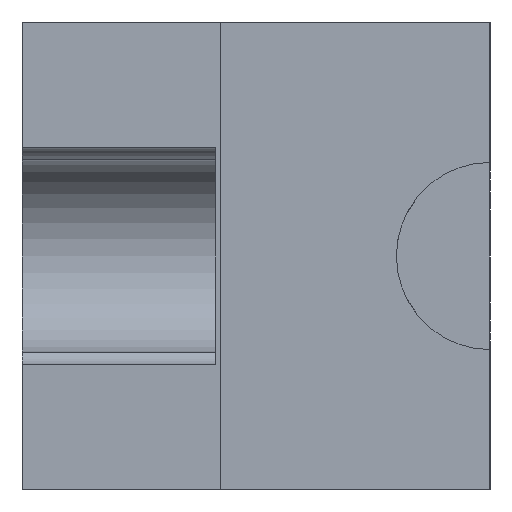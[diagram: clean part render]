
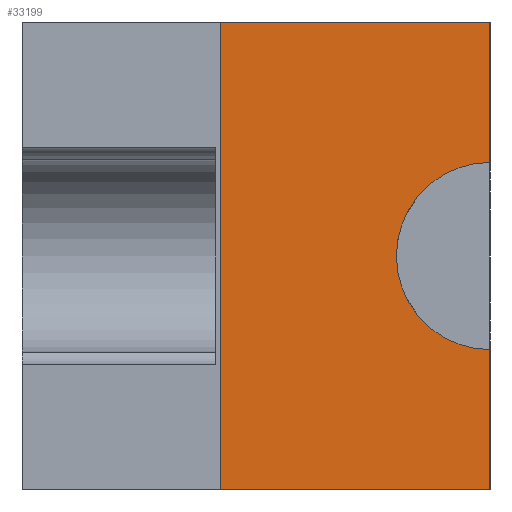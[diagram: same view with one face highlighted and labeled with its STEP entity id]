
A CAD part, left-side view. The second image highlights one B-rep face of the part: STEP entity #33199.
In plain terms, the highlighted planar face has unit normal (-1, 0, 0).
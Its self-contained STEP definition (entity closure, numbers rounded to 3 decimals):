
#39 = CARTESIAN_POINT ( 'NONE',  ( -176.342, -175.47, 12. ) ) ;
#777 = LINE ( 'NONE', #36121, #26477 ) ;
#949 = DIRECTION ( 'NONE',  ( 1., 0., 0. ) ) ;
#4313 = ORIENTED_EDGE ( 'NONE', *, *, #51619, .F. ) ;
#4870 = AXIS2_PLACEMENT_3D ( 'NONE', #9721, #45715, #14883 ) ;
#7631 = LINE ( 'NONE', #8413, #62334 ) ;
#8413 = CARTESIAN_POINT ( 'NONE',  ( -176.342, -152.47, 40. ) ) ;
#9721 = CARTESIAN_POINT ( 'NONE',  ( -176.342, -175.47, 20. ) ) ;
#10451 = DIRECTION ( 'NONE',  ( 0., 0., -1. ) ) ;
#11856 = VECTOR ( 'NONE', #22425, 1000. ) ;
#13255 = DIRECTION ( 'NONE',  ( 0., -1., 0. ) ) ;
#14883 = DIRECTION ( 'NONE',  ( 0., 0., 1. ) ) ;
#15065 = LINE ( 'NONE', #17252, #11856 ) ;
#17252 = CARTESIAN_POINT ( 'NONE',  ( -176.342, -152.47, 0. ) ) ;
#17987 = CARTESIAN_POINT ( 'NONE',  ( -176.342, -152.47, 40. ) ) ;
#19148 = VERTEX_POINT ( 'NONE', #58918 ) ;
#19184 = EDGE_CURVE ( 'NONE', #54666, #54404, #66086, .T. ) ;
#20077 = VERTEX_POINT ( 'NONE', #55483 ) ;
#21909 = ORIENTED_EDGE ( 'NONE', *, *, #60475, .F. ) ;
#22425 = DIRECTION ( 'NONE',  ( 0., -1., 0. ) ) ;
#23295 = CARTESIAN_POINT ( 'NONE',  ( -176.342, -175.47, 40. ) ) ;
#26477 = VECTOR ( 'NONE', #10451, 1000. ) ;
#27303 = ORIENTED_EDGE ( 'NONE', *, *, #60257, .T. ) ;
#28185 = ORIENTED_EDGE ( 'NONE', *, *, #41179, .F. ) ;
#30122 = CIRCLE ( 'NONE', #4870, 8. ) ;
#32102 = LINE ( 'NONE', #44610, #44207 ) ;
#32165 = AXIS2_PLACEMENT_3D ( 'NONE', #47028, #949, #36929 ) ;
#33199 = ADVANCED_FACE ( 'NONE', ( #39012 ), #62548, .F. ) ;
#36121 = CARTESIAN_POINT ( 'NONE',  ( -176.342, -175.47, 40. ) ) ;
#36929 = DIRECTION ( 'NONE',  ( 0., 1., 0. ) ) ;
#39012 = FACE_OUTER_BOUND ( 'NONE', #44461, .T. ) ;
#39254 = DIRECTION ( 'NONE',  ( 0., 0., -1. ) ) ;
#39544 = VERTEX_POINT ( 'NONE', #47500 ) ;
#41179 = EDGE_CURVE ( 'NONE', #65922, #19148, #777, .T. ) ;
#44207 = VECTOR ( 'NONE', #49777, 1000. ) ;
#44461 = EDGE_LOOP ( 'NONE', ( #28185, #21909, #4313, #53860, #27303, #46483 ) ) ;
#44610 = CARTESIAN_POINT ( 'NONE',  ( -176.342, -175.47, 40. ) ) ;
#45715 = DIRECTION ( 'NONE',  ( -1., 0., 0. ) ) ;
#46483 = ORIENTED_EDGE ( 'NONE', *, *, #54193, .T. ) ;
#47028 = CARTESIAN_POINT ( 'NONE',  ( -176.342, -152.47, 40. ) ) ;
#47500 = CARTESIAN_POINT ( 'NONE',  ( -176.342, -152.47, 0. ) ) ;
#49777 = DIRECTION ( 'NONE',  ( 0., 0., -1. ) ) ;
#51619 = EDGE_CURVE ( 'NONE', #54404, #20077, #32102, .T. ) ;
#53860 = ORIENTED_EDGE ( 'NONE', *, *, #19184, .F. ) ;
#54193 = EDGE_CURVE ( 'NONE', #39544, #19148, #15065, .T. ) ;
#54404 = VERTEX_POINT ( 'NONE', #23295 ) ;
#54666 = VERTEX_POINT ( 'NONE', #60847 ) ;
#55483 = CARTESIAN_POINT ( 'NONE',  ( -176.342, -175.47, 28. ) ) ;
#55604 = VECTOR ( 'NONE', #13255, 1000. ) ;
#58918 = CARTESIAN_POINT ( 'NONE',  ( -176.342, -175.47, 0. ) ) ;
#60257 = EDGE_CURVE ( 'NONE', #54666, #39544, #7631, .T. ) ;
#60475 = EDGE_CURVE ( 'NONE', #20077, #65922, #30122, .T. ) ;
#60847 = CARTESIAN_POINT ( 'NONE',  ( -176.342, -152.47, 40. ) ) ;
#62334 = VECTOR ( 'NONE', #39254, 1000. ) ;
#62548 = PLANE ( 'NONE',  #32165 ) ;
#65922 = VERTEX_POINT ( 'NONE', #39 ) ;
#66086 = LINE ( 'NONE', #17987, #55604 ) ;
